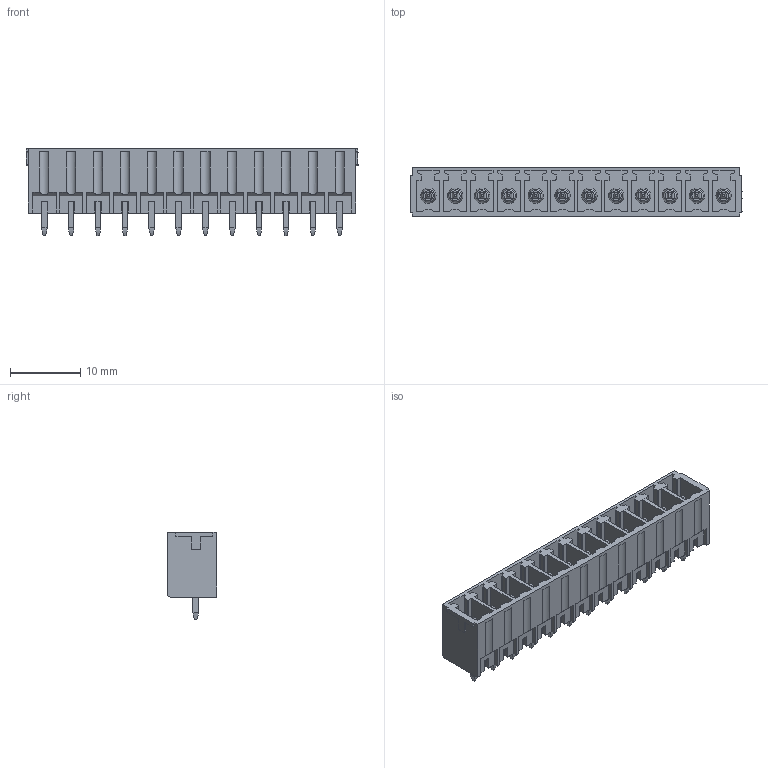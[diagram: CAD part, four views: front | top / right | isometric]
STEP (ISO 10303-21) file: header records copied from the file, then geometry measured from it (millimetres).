
FILE_DESCRIPTION(('CATIA V5 STEP Exchange','CAx-IF Rec.Pracs.--- Model Styling and Organization---1.4--- 2014-01-23'),'2;1');
FILE_NAME ('D1486527_0_1793680000_1793680000.stp','2021-05-19T13:44:20+00:00',('none'),('Weidmueller'),'CATIA Version 5-6 Release 2016 SP3 HF44','CATIA V5 STEP AP214','none');
FILE_SCHEMA(('AUTOMOTIVE_DESIGN { 1 0 10303 214 1 1 1 1 }'));
Length unit declared in the file: millimetre
Products named in the file (1): 1793680000
Bounding box: 47.11 x 7.05 x 12.4 mm (x, y, z)
Volume: 1336 mm3; surface area: 4337.9 mm2
Topology: 13 solids, 13 shells, 911 faces, 2606 edges, 1757 vertices
Faces by surface type: plane 662, cylinder 201, cone 24, torus 24
Entity records: 29615 total; most frequent: CARTESIAN_POINT 6047, ORIENTED_EDGE 5212, DIRECTION 3769, EDGE_CURVE 2606, VECTOR 2060, LINE 2060, VERTEX_POINT 1757, AXIS2_PLACEMENT_3D 1060
